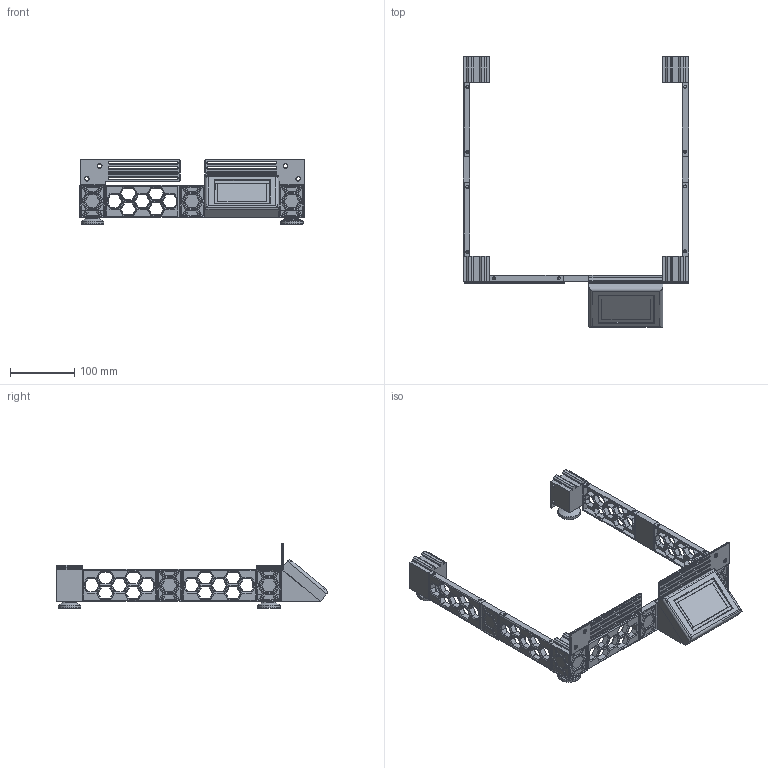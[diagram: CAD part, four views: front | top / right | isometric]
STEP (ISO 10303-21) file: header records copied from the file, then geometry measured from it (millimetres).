
FILE_DESCRIPTION(/* description */ (''),/* implementation_level */ '2;1');
FILE_NAME(/* name */ 'Druckerfuß v30.step',/* time_stamp */ '2022-02-21T11:08:29+01:00',/* author */ (''),/* organization */ (''),/* preprocessor_version */ 'ST-DEVELOPER v18.1',/* originating_system */ 'Autodesk Translation Framework v10.13.0.1454',/* authorisation */ '');
FILE_SCHEMA (('AUTOMOTIVE_DESIGN { 1 0 10303 214 3 1 1 }'));
Products named in the file (36): Druckerfuß; Fuß vorne rechts;  Oberteil (1); Feder; Fuß; Fuß vorne links; Fuß (1); Oberteil (1); Feder (1); Fuß hinten rechts; Fuß (3); Oberteil; Feder (3); Fuß hinten links;  Oberteil; Feder (2); Fuß (2); Abdeckung vorne; Gitter1 (2); Display_Panel; DSI connector; Glas; PCB; Display; Spacer; Abdeckung links; Gitter1; Gitter2; Abdeckung rechts; Gitter1 (1); Gitter2 (1); Mittelstütze2; Halterung; Halterung_UT; Halterung _OT; Pi Gitter
Assembly tree (41 placements, depth 4):
  Druckerfuß
    Fuß vorne rechts
       Oberteil (1)
      Feder
      Fuß
    Fuß vorne links
      Fuß (1)
      Oberteil (1)
      Feder (1)
    Fuß hinten rechts
      Fuß (3)
      Oberteil
      Feder (3)
    Fuß hinten links
       Oberteil
      Feder (2)
      Fuß (2)
    Abdeckung vorne
      Gitter1 (2)
      Mittelstütze2
      Display_Panel
        DSI connector
        Glas
        PCB
        Display
        Spacer  x4
    Abdeckung links
      Gitter1
      Gitter2
      Mittelstütze2
    Abdeckung rechts
      Gitter1 (1)
      Gitter2 (1)
      Mittelstütze2
    Pi Gitter  x2
    Halterung
      Halterung_UT
      Halterung _OT
Bounding box: 350.73 x 420.76 x 101 mm (x, y, z)
Volume: 535026.9 mm3; surface area: 303699.8 mm2
Topology: 47 solids, 47 shells, 2784 faces, 7170 edges, 4531 vertices
Faces by surface type: plane 2374, cylinder 282, cone 50, bspline 46, torus 32
Full cylindrical faces by diameter (mm): 2.075 x4, 3 x4, 3.5 x32, 4 x4, 4.5 x32, 6.2 x4, 10 x8, 10.5 x4, 13.5 x4, 14 x8, 35 x4
Entity records: 77607 total; most frequent: CARTESIAN_POINT 15103, ORIENTED_EDGE 12972, DIRECTION 12018, EDGE_CURVE 6486, LINE 5756, VECTOR 5756, VERTEX_POINT 4124, AXIS2_PLACEMENT_3D 3131
